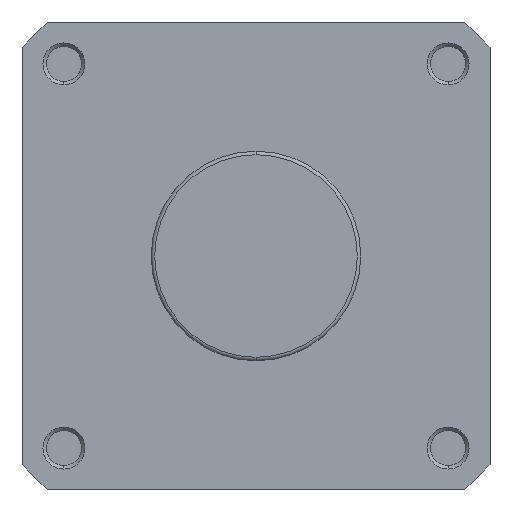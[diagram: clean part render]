
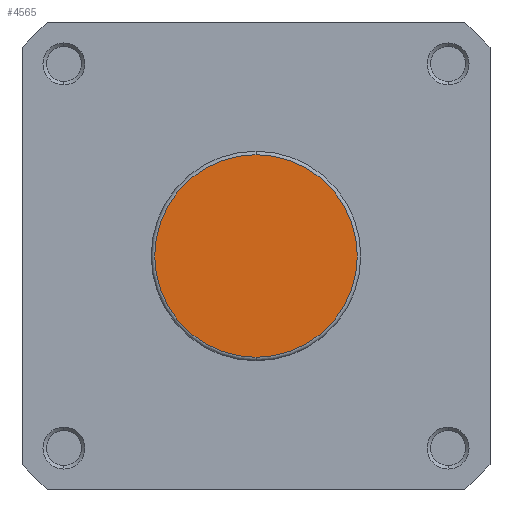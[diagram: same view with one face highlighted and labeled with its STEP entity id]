
A CAD part, left-side view. The second image highlights one B-rep face of the part: STEP entity #4565.
In plain terms, the highlighted planar face has unit normal (-1, 0, 0).
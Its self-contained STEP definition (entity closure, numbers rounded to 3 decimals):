
#348 = ORIENTED_EDGE ( 'NONE', *, *, #5545, .T. ) ;
#349 = ORIENTED_EDGE ( 'NONE', *, *, #3930, .T. ) ;
#960 = EDGE_LOOP ( 'NONE', ( #349, #348 ) ) ;
#1431 = CARTESIAN_POINT ( 'NONE',  ( 0., 0., 0. ) ) ;
#1432 = DIRECTION ( 'NONE',  ( -1., 0., 0. ) ) ;
#1433 = DIRECTION ( 'NONE',  ( 0., 0., -1. ) ) ;
#1846 = CARTESIAN_POINT ( 'NONE',  ( 0., 30., 0. ) ) ;
#1847 = PLANE ( 'NONE',  #4294 ) ;
#1848 = DIRECTION ( 'NONE',  ( 1., 0., 0. ) ) ;
#1849 = DIRECTION ( 'NONE',  ( 0., 0., -1. ) ) ;
#2238 = CARTESIAN_POINT ( 'NONE',  ( 0., 0., -29. ) ) ;
#2348 = CARTESIAN_POINT ( 'NONE',  ( 0., 0., 29. ) ) ;
#2672 = FACE_OUTER_BOUND ( 'NONE', #960, .T. ) ;
#2971 = CIRCLE ( 'NONE', #4409, 29. ) ;
#3139 = CARTESIAN_POINT ( 'NONE',  ( 0., 0., 0. ) ) ;
#3148 = DIRECTION ( 'NONE',  ( -1., 0., 0. ) ) ;
#3149 = DIRECTION ( 'NONE',  ( 0., 0., -1. ) ) ;
#3507 = CIRCLE ( 'NONE', #4160, 29. ) ;
#3930 = EDGE_CURVE ( 'NONE', #5108, #5321, #3507, .T. ) ;
#4160 = AXIS2_PLACEMENT_3D ( 'NONE', #1431, #1432, #1433 ) ;
#4294 = AXIS2_PLACEMENT_3D ( 'NONE', #1846, #1848, #1849 ) ;
#4409 = AXIS2_PLACEMENT_3D ( 'NONE', #3139, #3148, #3149 ) ;
#4565 = ADVANCED_FACE ( 'NONE', ( #2672 ), #1847, .F. ) ;
#5108 = VERTEX_POINT ( 'NONE', #2238 ) ;
#5321 = VERTEX_POINT ( 'NONE', #2348 ) ;
#5545 = EDGE_CURVE ( 'NONE', #5321, #5108, #2971, .T. ) ;
